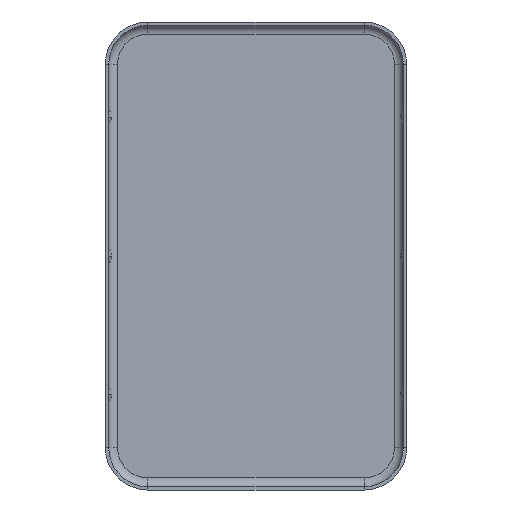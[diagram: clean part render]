
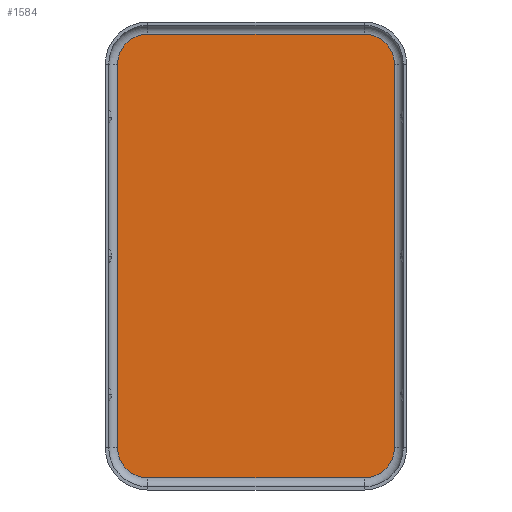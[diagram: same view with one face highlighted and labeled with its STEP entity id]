
A CAD part, front view. The second image highlights one B-rep face of the part: STEP entity #1584.
In plain terms, the highlighted planar face has unit normal (0, -1, 0).
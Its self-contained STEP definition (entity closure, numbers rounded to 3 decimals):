
#1 = VERTEX_POINT ( 'NONE', #1353 ) ;
#17 = EDGE_CURVE ( 'NONE', #526, #85, #643, .T. ) ;
#21 = VERTEX_POINT ( 'NONE', #1455 ) ;
#23 = VERTEX_POINT ( 'NONE', #1605 ) ;
#35 = VECTOR ( 'NONE', #1473, 1000. ) ;
#54 = LINE ( 'NONE', #1035, #1002 ) ;
#68 = CARTESIAN_POINT ( 'NONE',  ( 12.45, 0., 17.25 ) ) ;
#85 = VERTEX_POINT ( 'NONE', #763 ) ;
#102 = DIRECTION ( 'NONE',  ( 0., 0., -1. ) ) ;
#113 = EDGE_CURVE ( 'NONE', #1077, #312, #890, .T. ) ;
#163 = FACE_OUTER_BOUND ( 'NONE', #1234, .T. ) ;
#188 = DIRECTION ( 'NONE',  ( 0., -1., 0. ) ) ;
#199 = AXIS2_PLACEMENT_3D ( 'NONE', #752, #1623, #1171 ) ;
#230 = DIRECTION ( 'NONE',  ( 0., -1., 0. ) ) ;
#268 = EDGE_CURVE ( 'NONE', #526, #23, #564, .T. ) ;
#270 = CIRCLE ( 'NONE', #712, 2.7 ) ;
#280 = ORIENTED_EDGE ( 'NONE', *, *, #268, .F. ) ;
#283 = ORIENTED_EDGE ( 'NONE', *, *, #1490, .T. ) ;
#307 = DIRECTION ( 'NONE',  ( 0., 0., -1. ) ) ;
#312 = VERTEX_POINT ( 'NONE', #906 ) ;
#367 = VECTOR ( 'NONE', #307, 1000. ) ;
#409 = LINE ( 'NONE', #486, #35 ) ;
#421 = ORIENTED_EDGE ( 'NONE', *, *, #17, .T. ) ;
#424 = AXIS2_PLACEMENT_3D ( 'NONE', #901, #188, #1318 ) ;
#429 = EDGE_CURVE ( 'NONE', #1405, #1077, #409, .T. ) ;
#486 = CARTESIAN_POINT ( 'NONE',  ( -12.45, 0., 0. ) ) ;
#503 = ORIENTED_EDGE ( 'NONE', *, *, #1223, .F. ) ;
#526 = VERTEX_POINT ( 'NONE', #68 ) ;
#564 = LINE ( 'NONE', #595, #367 ) ;
#595 = CARTESIAN_POINT ( 'NONE',  ( 12.45, 0., 0. ) ) ;
#626 = CARTESIAN_POINT ( 'NONE',  ( -12.45, 0., -17.25 ) ) ;
#643 = CIRCLE ( 'NONE', #1552, 2.7 ) ;
#647 = VECTOR ( 'NONE', #667, 1000. ) ;
#667 = DIRECTION ( 'NONE',  ( -1., 0., 0. ) ) ;
#672 = CARTESIAN_POINT ( 'NONE',  ( 9.75, 0., -19.95 ) ) ;
#712 = AXIS2_PLACEMENT_3D ( 'NONE', #1112, #974, #994 ) ;
#722 = CARTESIAN_POINT ( 'NONE',  ( -12.45, 0., 17.25 ) ) ;
#752 = CARTESIAN_POINT ( 'NONE',  ( -9.75, 0., -17.25 ) ) ;
#763 = CARTESIAN_POINT ( 'NONE',  ( 9.75, 0., 19.95 ) ) ;
#786 = ORIENTED_EDGE ( 'NONE', *, *, #1298, .F. ) ;
#890 = CIRCLE ( 'NONE', #199, 2.7 ) ;
#901 = CARTESIAN_POINT ( 'NONE',  ( 9.75, 0., -17.25 ) ) ;
#906 = CARTESIAN_POINT ( 'NONE',  ( -9.75, 0., -19.95 ) ) ;
#974 = DIRECTION ( 'NONE',  ( 0., 1., 0. ) ) ;
#978 = DIRECTION ( 'NONE',  ( 0., 1., 0. ) ) ;
#994 = DIRECTION ( 'NONE',  ( 0., 0., 1. ) ) ;
#1002 = VECTOR ( 'NONE', #1176, 1000. ) ;
#1035 = CARTESIAN_POINT ( 'NONE',  ( 9.75, 0., 19.95 ) ) ;
#1077 = VERTEX_POINT ( 'NONE', #626 ) ;
#1098 = CARTESIAN_POINT ( 'NONE',  ( -9.75, 0., 17.25 ) ) ;
#1112 = CARTESIAN_POINT ( 'NONE',  ( 9.75, 0., -17.25 ) ) ;
#1147 = AXIS2_PLACEMENT_3D ( 'NONE', #1098, #978, #102 ) ;
#1171 = DIRECTION ( 'NONE',  ( 0., 0., 1. ) ) ;
#1176 = DIRECTION ( 'NONE',  ( -1., 0., 0. ) ) ;
#1223 = EDGE_CURVE ( 'NONE', #21, #312, #1675, .T. ) ;
#1234 = EDGE_LOOP ( 'NONE', ( #503, #786, #280, #421, #283, #1433, #1731, #1619 ) ) ;
#1298 = EDGE_CURVE ( 'NONE', #23, #21, #270, .T. ) ;
#1318 = DIRECTION ( 'NONE',  ( 0., 0., -1. ) ) ;
#1347 = DIRECTION ( 'NONE',  ( 0., 0., -1. ) ) ;
#1353 = CARTESIAN_POINT ( 'NONE',  ( -9.75, 0., 19.95 ) ) ;
#1405 = VERTEX_POINT ( 'NONE', #722 ) ;
#1433 = ORIENTED_EDGE ( 'NONE', *, *, #1710, .F. ) ;
#1455 = CARTESIAN_POINT ( 'NONE',  ( 9.75, 0., -19.95 ) ) ;
#1473 = DIRECTION ( 'NONE',  ( 0., 0., -1. ) ) ;
#1490 = EDGE_CURVE ( 'NONE', #85, #1, #54, .T. ) ;
#1552 = AXIS2_PLACEMENT_3D ( 'NONE', #1636, #230, #1347 ) ;
#1584 = ADVANCED_FACE ( 'NONE', ( #163 ), #1747, .T. ) ;
#1605 = CARTESIAN_POINT ( 'NONE',  ( 12.45, 0., -17.25 ) ) ;
#1619 = ORIENTED_EDGE ( 'NONE', *, *, #113, .T. ) ;
#1623 = DIRECTION ( 'NONE',  ( 0., -1., 0. ) ) ;
#1634 = CIRCLE ( 'NONE', #1147, 2.7 ) ;
#1636 = CARTESIAN_POINT ( 'NONE',  ( 9.75, 0., 17.25 ) ) ;
#1675 = LINE ( 'NONE', #672, #647 ) ;
#1710 = EDGE_CURVE ( 'NONE', #1405, #1, #1634, .T. ) ;
#1731 = ORIENTED_EDGE ( 'NONE', *, *, #429, .T. ) ;
#1747 = PLANE ( 'NONE',  #424 ) ;
